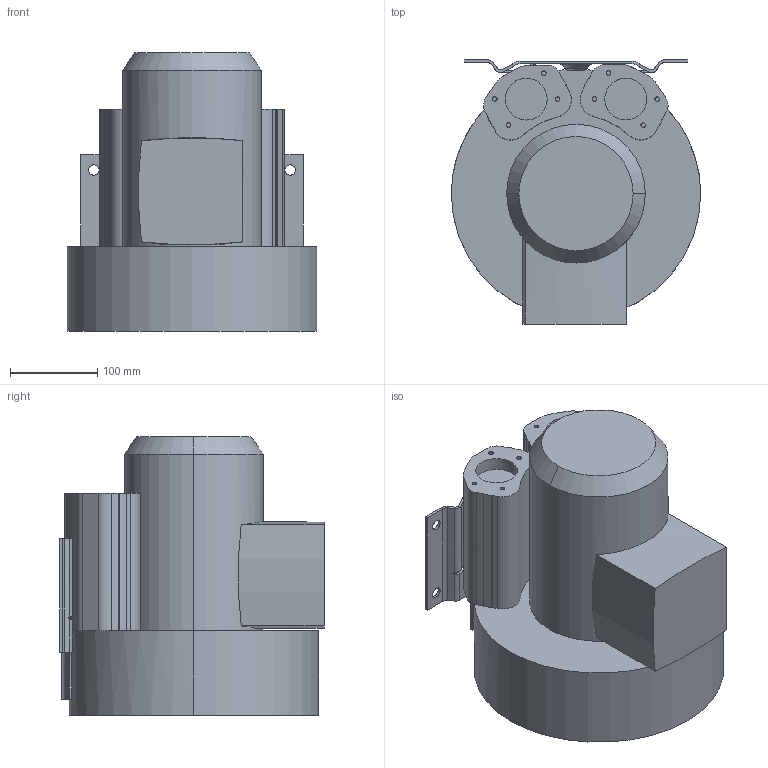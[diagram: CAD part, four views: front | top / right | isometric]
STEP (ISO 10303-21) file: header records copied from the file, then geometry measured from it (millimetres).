
FILE_DESCRIPTION((''),'2;1');
FILE_NAME('2RB430-7AP16','2025-02-05T',('Administrator'),(''),'PRO/ENGINEER BY PARAMETRIC TECHNOLOGY CORPORATION, 2007090','PRO/ENGINEER BY PARAMETRIC TECHNOLOGY CORPORATION, 2007090','');
FILE_SCHEMA(('AUTOMOTIVE_DESIGN_CC2 { 1 2 10303 214 -1 1 5 2 }'));
Length unit declared in the file: millimetre
Products named in the file (1): 2RB430-7AP16
Bounding box: 286 x 303.25 x 319.4 mm (x, y, z)
Volume: 13642514 mm3; surface area: 548316 mm2
Topology: 1 solids, 1 shells, 236 faces, 670 edges, 444 vertices
Faces by surface type: cylinder 118, plane 92, extrusion 12, bspline 8, cone 6
Entity records: 8920 total; most frequent: CARTESIAN_POINT 2581, ORIENTED_EDGE 1340, DIRECTION 1318, EDGE_CURVE 670, AXIS2_PLACEMENT_3D 485, VERTEX_POINT 444, VECTOR 348, LINE 336
